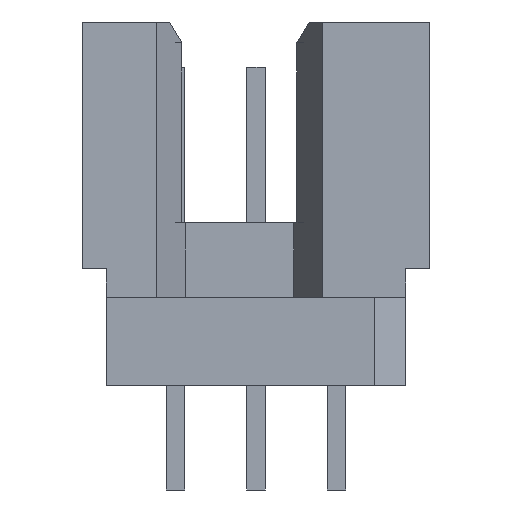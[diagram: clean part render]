
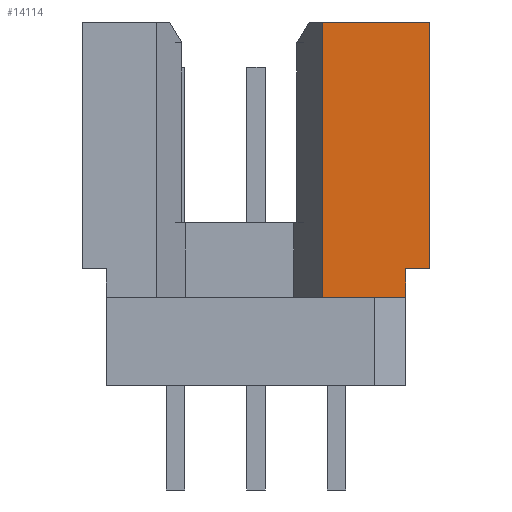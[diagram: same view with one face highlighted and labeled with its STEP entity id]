
A CAD part, left-side view. The second image highlights one B-rep face of the part: STEP entity #14114.
In plain terms, the highlighted planar face has unit normal (-1, 0, 0).
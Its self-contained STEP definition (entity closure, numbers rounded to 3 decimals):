
#18=DIRECTION('',(0.,1.,0.));
#19=VECTOR('',#18,0.765);
#20=CARTESIAN_POINT('',(-44.045,-5.5,-7.8));
#21=LINE('',#20,#19);
#22=DIRECTION('',(0.,0.,1.));
#23=VECTOR('',#22,8.715);
#24=CARTESIAN_POINT('',(-44.045,-2.105,-8.715));
#25=LINE('',#24,#23);
#26=DIRECTION('',(0.,-1.,0.));
#27=VECTOR('',#26,3.395);
#28=CARTESIAN_POINT('',(-44.045,-2.105,0.));
#29=LINE('',#28,#27);
#30=DIRECTION('',(0.,0.,-1.));
#31=VECTOR('',#30,7.8);
#32=CARTESIAN_POINT('',(-44.045,-5.5,0.));
#33=LINE('',#32,#31);
#2052=DIRECTION('',(0.,1.,0.));
#2053=VECTOR('',#2052,2.63);
#2054=CARTESIAN_POINT('',(-44.045,-4.735,-8.715));
#2055=LINE('',#2054,#2053);
#2104=DIRECTION('',(0.,0.,-1.));
#2105=VECTOR('',#2104,0.915);
#2106=CARTESIAN_POINT('',(-44.045,-4.735,-7.8));
#2107=LINE('',#2106,#2105);
#10626=CARTESIAN_POINT('',(-44.045,-5.5,0.));
#10627=CARTESIAN_POINT('',(-44.045,-5.5,-7.8));
#10628=VERTEX_POINT('',#10626);
#10629=VERTEX_POINT('',#10627);
#10674=CARTESIAN_POINT('',(-44.045,-2.105,-8.715));
#10676=VERTEX_POINT('',#10674);
#10704=CARTESIAN_POINT('',(-44.045,-4.735,-8.715));
#10706=VERTEX_POINT('',#10704);
#10708=CARTESIAN_POINT('',(-44.045,-4.735,-7.8));
#10709=VERTEX_POINT('',#10708);
#10712=CARTESIAN_POINT('',(-44.045,-2.105,0.));
#10713=VERTEX_POINT('',#10712);
#14095=CARTESIAN_POINT('',(-44.045,0.,0.));
#14096=DIRECTION('',(1.,0.,0.));
#14097=DIRECTION('',(0.,0.,-1.));
#14098=AXIS2_PLACEMENT_3D('',#14095,#14096,#14097);
#14099=PLANE('',#14098);
#14101=ORIENTED_EDGE('',*,*,#14100,.T.);
#14103=ORIENTED_EDGE('',*,*,#14102,.T.);
#14105=ORIENTED_EDGE('',*,*,#14104,.T.);
#14107=ORIENTED_EDGE('',*,*,#14106,.T.);
#14109=ORIENTED_EDGE('',*,*,#14108,.T.);
#14111=ORIENTED_EDGE('',*,*,#14110,.T.);
#14112=EDGE_LOOP('',(#14101,#14103,#14105,#14107,#14109,#14111));
#14113=FACE_OUTER_BOUND('',#14112,.F.);
#14100=EDGE_CURVE('',#10629,#10709,#21,.T.);
#14102=EDGE_CURVE('',#10709,#10706,#2107,.T.);
#14104=EDGE_CURVE('',#10706,#10676,#2055,.T.);
#14106=EDGE_CURVE('',#10676,#10713,#25,.T.);
#14108=EDGE_CURVE('',#10713,#10628,#29,.T.);
#14110=EDGE_CURVE('',#10628,#10629,#33,.T.);
#14114=ADVANCED_FACE('',(#14113),#14099,.F.);
